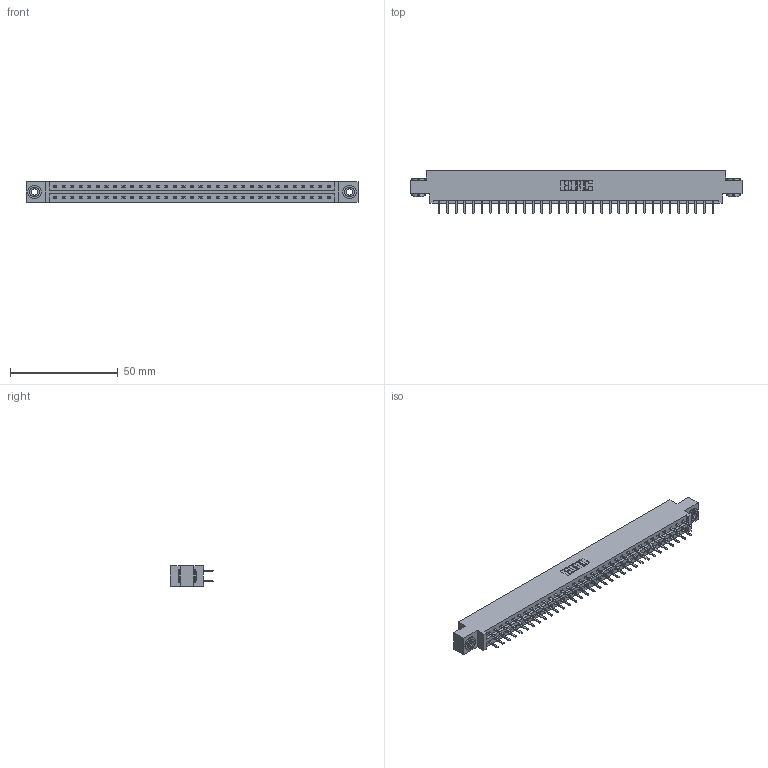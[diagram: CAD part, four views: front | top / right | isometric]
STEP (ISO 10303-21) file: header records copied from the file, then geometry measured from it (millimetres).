
FILE_DESCRIPTION (( 'STEP AP203' ), '1' );
FILE_NAME ('387-066-520-803.STEP', '2018-09-21T09:05:11', ( '' ), ( '' ), 'SwSTEP 2.0', 'SolidWorks 2016', '' );
FILE_SCHEMA (( 'CONFIG_CONTROL_DESIGN' ));
Length unit declared in the file: inch
Products named in the file (4): 345-250-002_345-250-002-102; 387-066-520-803; 337 Part_0.170 Offset - 0.156 Dia-TH; 345-292-001_345-293-120
Assembly tree (69 placements, depth 2):
  387-066-520-803
    337 Part_0.170 Offset - 0.156 Dia-TH
    345-292-001_345-293-120  x66
    345-250-002_345-250-002-102  x2
Bounding box: 153.77 x 20.02 x 9.4 mm (x, y, z)
Volume: 15958.7 mm3; surface area: 18203.5 mm2
Topology: 69 solids, 69 shells, 3984 faces, 11553 edges, 7522 vertices
Faces by surface type: plane 2724, cylinder 1252, cone 8
Entity records: 27646 total; most frequent: CARTESIAN_POINT 4653, ORIENTED_EDGE 4570, DIRECTION 3995, EDGE_CURVE 2285, VECTOR 2129, LINE 2129, VERTEX_POINT 1518, AXIS2_PLACEMENT_3D 933
